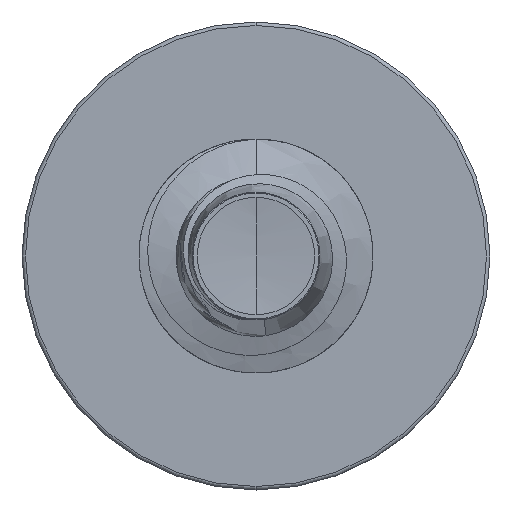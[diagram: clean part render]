
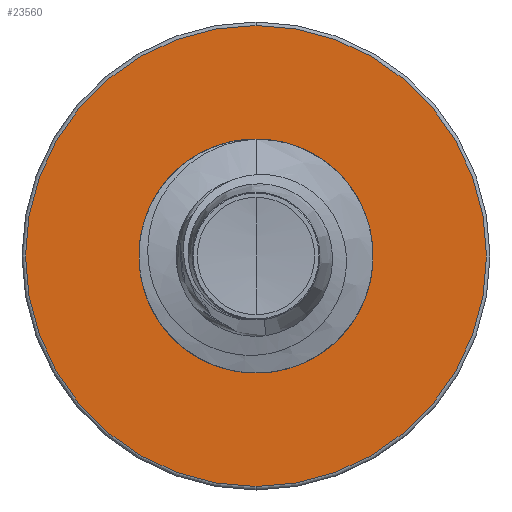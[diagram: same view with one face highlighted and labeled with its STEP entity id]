
A CAD part, front view. The second image highlights one B-rep face of the part: STEP entity #23560.
In plain terms, the highlighted planar face has unit normal (0, -1, 0).
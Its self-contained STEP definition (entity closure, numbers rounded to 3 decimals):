
#460 = AXIS2_PLACEMENT_3D ( 'NONE', #691, #617, #572 ) ;
#572 = DIRECTION ( 'NONE',  ( 0., 0., 1. ) ) ;
#617 = DIRECTION ( 'NONE',  ( 0., 1., 0. ) ) ;
#691 = CARTESIAN_POINT ( 'NONE',  ( 0., 25., 0. ) ) ;
#1322 = CARTESIAN_POINT ( 'NONE',  ( 0., 25., 0. ) ) ;
#1651 = EDGE_CURVE ( 'NONE', #28523, #20665, #25472, .T. ) ;
#1774 = DIRECTION ( 'NONE',  ( 0., 0., 1. ) ) ;
#2123 = CARTESIAN_POINT ( 'NONE',  ( 0., 25., 0. ) ) ;
#4256 = DIRECTION ( 'NONE',  ( 0., 0., 1. ) ) ;
#4476 = AXIS2_PLACEMENT_3D ( 'NONE', #2123, #19720, #5051 ) ;
#5051 = DIRECTION ( 'NONE',  ( 0., 0., 1. ) ) ;
#6432 = AXIS2_PLACEMENT_3D ( 'NONE', #13253, #26925, #15567 ) ;
#10478 = EDGE_LOOP ( 'NONE', ( #13901, #17427 ) ) ;
#12767 = CARTESIAN_POINT ( 'NONE',  ( 0., 25., -1.989 ) ) ;
#13130 = FACE_BOUND ( 'NONE', #16802, .T. ) ;
#13253 = CARTESIAN_POINT ( 'NONE',  ( 0., 25., 0. ) ) ;
#13901 = ORIENTED_EDGE ( 'NONE', *, *, #17661, .F. ) ;
#14916 = PLANE ( 'NONE',  #26598 ) ;
#15107 = CARTESIAN_POINT ( 'NONE',  ( 0., 25., -1.989 ) ) ;
#15567 = DIRECTION ( 'NONE',  ( 0., 0., 1. ) ) ;
#16802 = EDGE_LOOP ( 'NONE', ( #28603, #26779 ) ) ;
#17364 = DIRECTION ( 'NONE',  ( 0., 1., 0. ) ) ;
#17427 = ORIENTED_EDGE ( 'NONE', *, *, #23342, .F. ) ;
#17661 = EDGE_CURVE ( 'NONE', #28685, #28298, #22674, .T. ) ;
#19167 = DIRECTION ( 'NONE',  ( 0., 1., 0. ) ) ;
#19720 = DIRECTION ( 'NONE',  ( 0., 1., 0. ) ) ;
#20665 = VERTEX_POINT ( 'NONE', #26714 ) ;
#22674 = CIRCLE ( 'NONE', #23836, 3.94 ) ;
#23169 = CARTESIAN_POINT ( 'NONE',  ( 0., 25., 3.94 ) ) ;
#23310 = EDGE_CURVE ( 'NONE', #20665, #28523, #26175, .T. ) ;
#23342 = EDGE_CURVE ( 'NONE', #28298, #28685, #25647, .T. ) ;
#23560 = ADVANCED_FACE ( 'NONE', ( #28412, #13130 ), #14916, .F. ) ;
#23836 = AXIS2_PLACEMENT_3D ( 'NONE', #1322, #19167, #4256 ) ;
#24521 = CARTESIAN_POINT ( 'NONE',  ( 0., 25., -3.94 ) ) ;
#25472 = CIRCLE ( 'NONE', #460, 1.989 ) ;
#25647 = CIRCLE ( 'NONE', #6432, 3.94 ) ;
#26175 = CIRCLE ( 'NONE', #4476, 1.989 ) ;
#26598 = AXIS2_PLACEMENT_3D ( 'NONE', #15107, #17364, #1774 ) ;
#26714 = CARTESIAN_POINT ( 'NONE',  ( 0., 25., 1.989 ) ) ;
#26779 = ORIENTED_EDGE ( 'NONE', *, *, #1651, .T. ) ;
#26925 = DIRECTION ( 'NONE',  ( 0., 1., 0. ) ) ;
#28298 = VERTEX_POINT ( 'NONE', #24521 ) ;
#28412 = FACE_OUTER_BOUND ( 'NONE', #10478, .T. ) ;
#28523 = VERTEX_POINT ( 'NONE', #12767 ) ;
#28603 = ORIENTED_EDGE ( 'NONE', *, *, #23310, .T. ) ;
#28685 = VERTEX_POINT ( 'NONE', #23169 ) ;
